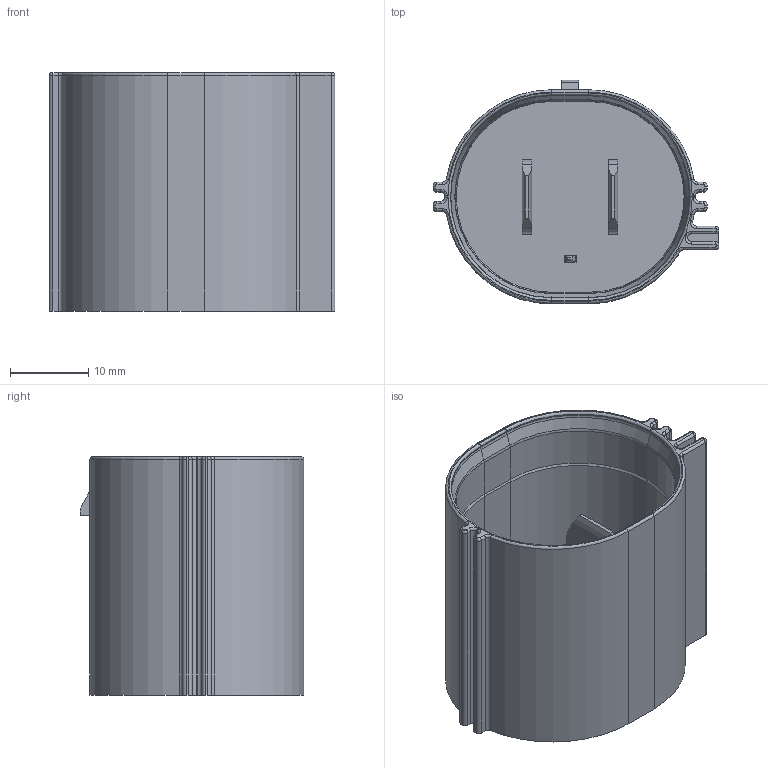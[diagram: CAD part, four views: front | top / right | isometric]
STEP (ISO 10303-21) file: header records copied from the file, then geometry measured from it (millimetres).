
FILE_DESCRIPTION (( 'STEP AP214' ), '1' );
FILE_NAME ('3P_999-S-004-3-A01.STEP', '2015-11-24T20:02:14', ( '' ), ( '' ), 'SwSTEP 2.0', 'SolidWorks 2014', '' );
FILE_SCHEMA (( 'AUTOMOTIVE_DESIGN' ));
Length unit declared in the file: millimetre
Products named in the file (1): 3P_999-S-004-3-A01
Bounding box: 36.5 x 28.55 x 30.4 mm (x, y, z)
Volume: 7814.5 mm3; surface area: 7659.8 mm2
Topology: 1 solids, 1 shells, 189 faces, 462 edges, 280 vertices
Faces by surface type: cylinder 80, plane 60, torus 43, cone 6
Entity records: 5936 total; most frequent: DIRECTION 1045, CARTESIAN_POINT 968, ORIENTED_EDGE 924, EDGE_CURVE 462, AXIS2_PLACEMENT_3D 405, VERTEX_POINT 280, VECTOR 235, LINE 235
